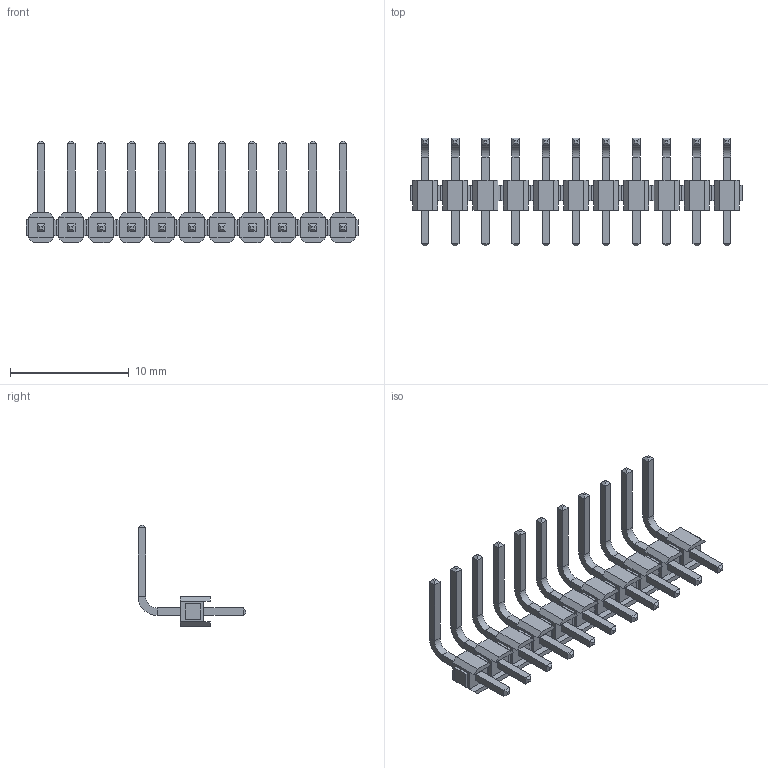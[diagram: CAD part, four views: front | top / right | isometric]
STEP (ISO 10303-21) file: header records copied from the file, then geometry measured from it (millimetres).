
FILE_DESCRIPTION (( 'STEP AP214' ), '1' );
FILE_NAME ('PLSRU-11.STEP', '2019-06-28T14:37:58', ( '' ), ( '' ), 'SwSTEP 2.0', 'SolidWorks 2018', '' );
FILE_SCHEMA (( 'AUTOMOTIVE_DESIGN' ));
Length unit declared in the file: millimetre
Products named in the file (1): PLSRU-11
Bounding box: 27.94 x 9.07 x 8.54 mm (x, y, z)
Volume: 186.6 mm3; surface area: 753.6 mm2
Topology: 22 solids, 22 shells, 561 faces, 1232 edges, 748 vertices
Faces by surface type: plane 539, cylinder 22
Entity records: 21204 total; most frequent: CARTESIAN_POINT 2542, ORIENTED_EDGE 2464, DIRECTION 2400, EDGE_CURVE 1232, VECTOR 1188, LINE 1188, VERTEX_POINT 748, AXIS2_PLACEMENT_3D 606
